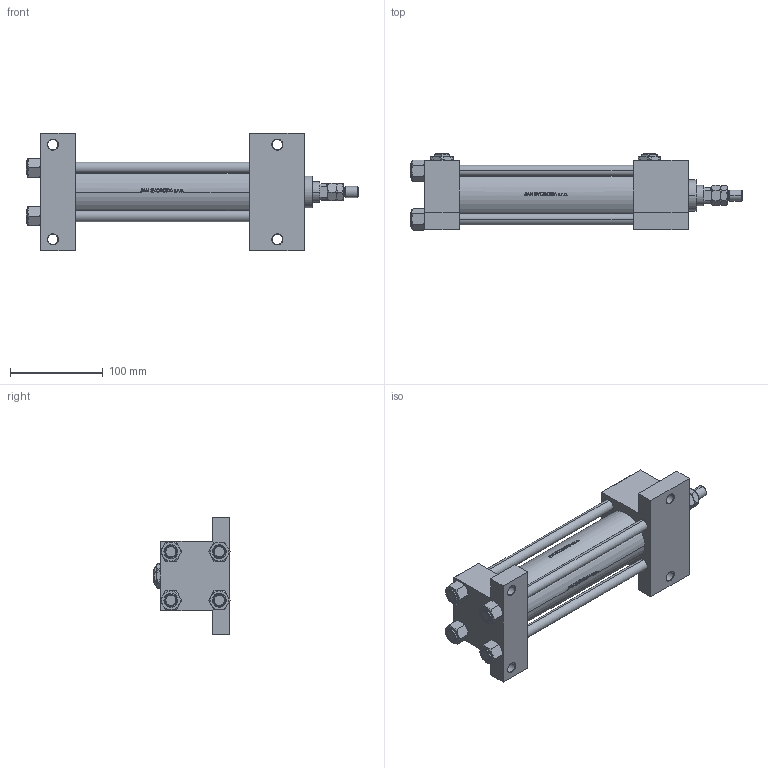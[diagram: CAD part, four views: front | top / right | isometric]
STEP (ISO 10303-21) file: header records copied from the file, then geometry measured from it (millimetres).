
FILE_DESCRIPTION (( 'STEP AP203' ), '1' );
FILE_NAME ('4d9b.STEP', '2023-08-23T15:27:13', ( '' ), ( '' ), 'SwSTEP 2.0', 'SolidWorks 2019', '' );
FILE_SCHEMA (( 'CONFIG_CONTROL_DESIGN' ));
Length unit declared in the file: millimetre
Products named in the file (8): NUT_M5_G 19557e3d3c6f33755a34e8900bd72a30; V215_VC_A 19557e3d3c6f33755a34e8900bd72a30; V215CR_VCP_G 19557e3d3c6f33755a34e8900bd72a30; 4d9b; MTA 19557e3d3c6f33755a34e8900bd72a30; V215CR_G_TYCINKA 19557e3d3c6f33755a34e8900bd72a30; Zatka_pro_OIL_PORT 19557e3d3c6f33755a34e8900bd72a30; V215CR_G_Body 19557e3d3c6f33755a34e8900bd72a30
Assembly tree (14 placements, depth 2):
  4d9b
    V215CR_G_Body 19557e3d3c6f33755a34e8900bd72a30
    V215CR_VCP_G 19557e3d3c6f33755a34e8900bd72a30
    V215CR_G_TYCINKA 19557e3d3c6f33755a34e8900bd72a30  x4
    NUT_M5_G 19557e3d3c6f33755a34e8900bd72a30  x4
    V215_VC_A 19557e3d3c6f33755a34e8900bd72a30
    MTA 19557e3d3c6f33755a34e8900bd72a30
    Zatka_pro_OIL_PORT 19557e3d3c6f33755a34e8900bd72a30  x2
Bounding box: 358 x 82.27 x 127 mm (x, y, z)
Volume: 941363.1 mm3; surface area: 236489.5 mm2
Topology: 14 solids, 14 shells, 1221 faces, 3044 edges, 1937 vertices
Faces by surface type: plane 491, bspline 380, cone 212, cylinder 128, torus 10
Entity records: 50510 total; most frequent: CARTESIAN_POINT 26864, ORIENTED_EDGE 5388, DIRECTION 3390, EDGE_CURVE 2694, VERTEX_POINT 1735, LINE 1348, VECTOR 1348, EDGE_LOOP 1163
